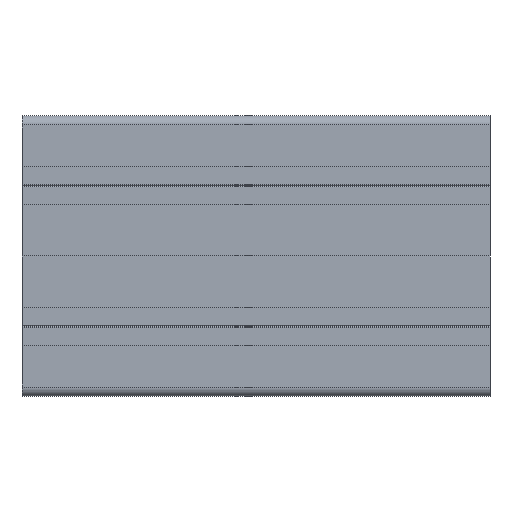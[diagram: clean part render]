
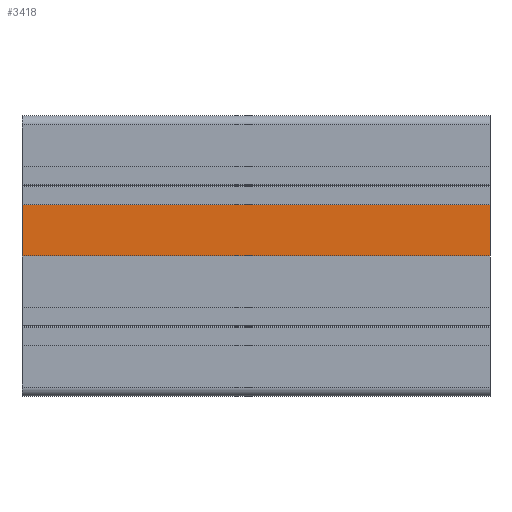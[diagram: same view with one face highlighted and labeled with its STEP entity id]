
A CAD part, left-side view. The second image highlights one B-rep face of the part: STEP entity #3418.
In plain terms, the highlighted planar face has unit normal (-1, 0, 0).
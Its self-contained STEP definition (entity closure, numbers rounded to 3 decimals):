
#218=FACE_OUTER_BOUND('',#386,.T.);
#386=EDGE_LOOP('',(#2597,#2598,#2599,#2600));
#728=LINE('',#5232,#1170);
#729=LINE('',#5235,#1171);
#730=LINE('',#5237,#1172);
#731=LINE('',#5238,#1173);
#1170=VECTOR('',#4284,10.);
#1171=VECTOR('',#4287,10.);
#1172=VECTOR('',#4288,10.);
#1173=VECTOR('',#4289,10.);
#1557=VERTEX_POINT('',#5228);
#1558=VERTEX_POINT('',#5230);
#1559=VERTEX_POINT('',#5234);
#1560=VERTEX_POINT('',#5236);
#1994=EDGE_CURVE('',#1557,#1558,#728,.T.);
#1995=EDGE_CURVE('',#1557,#1559,#729,.T.);
#1996=EDGE_CURVE('',#1560,#1558,#730,.T.);
#1997=EDGE_CURVE('',#1559,#1560,#731,.T.);
#2597=ORIENTED_EDGE('',*,*,#1995,.F.);
#2598=ORIENTED_EDGE('',*,*,#1994,.T.);
#2599=ORIENTED_EDGE('',*,*,#1996,.F.);
#2600=ORIENTED_EDGE('',*,*,#1997,.F.);
#3253=PLANE('',#3638);
#3418=ADVANCED_FACE('',(#218),#3253,.T.);
#3638=AXIS2_PLACEMENT_3D('',#5233,#4285,#4286);
#4284=DIRECTION('',(0.,1.,0.));
#4285=DIRECTION('center_axis',(-1.,0.,0.));
#4286=DIRECTION('ref_axis',(0.,0.,1.));
#4287=DIRECTION('',(0.,0.,-1.));
#4288=DIRECTION('',(0.,0.,1.));
#4289=DIRECTION('',(0.,1.,0.));
#5228=CARTESIAN_POINT('',(-15.,0.,10.9));
#5230=CARTESIAN_POINT('',(-15.,100.,10.9));
#5232=CARTESIAN_POINT('',(-15.,0.,10.9));
#5233=CARTESIAN_POINT('Origin',(-15.,0.,0.));
#5234=CARTESIAN_POINT('',(-15.,0.,0.));
#5235=CARTESIAN_POINT('',(-15.,0.,10.9));
#5236=CARTESIAN_POINT('',(-15.,100.,0.));
#5237=CARTESIAN_POINT('',(-15.,100.,10.9));
#5238=CARTESIAN_POINT('',(-15.,0.,0.));
